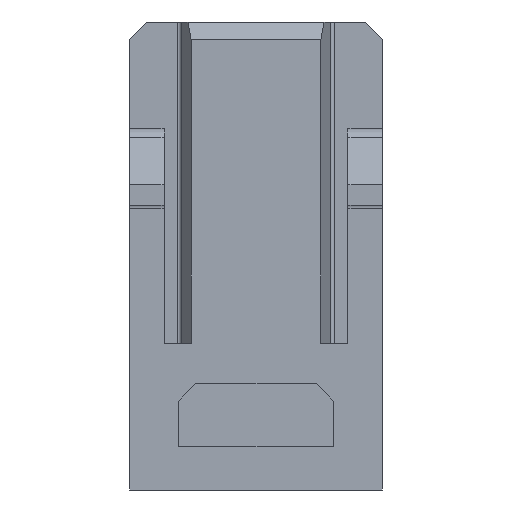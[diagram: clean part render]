
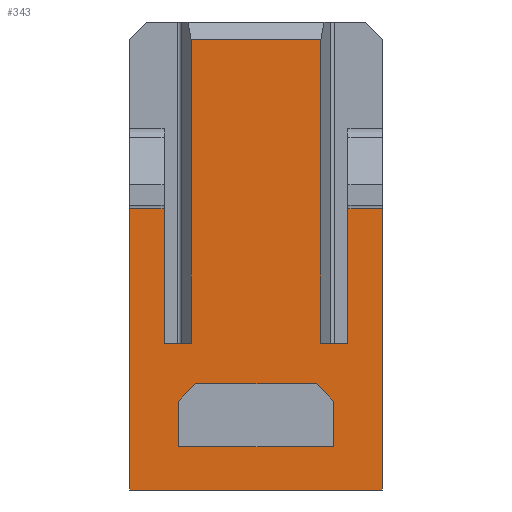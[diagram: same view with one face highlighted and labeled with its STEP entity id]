
A CAD part, front view. The second image highlights one B-rep face of the part: STEP entity #343.
In plain terms, the highlighted planar face has unit normal (0, -1, 0).
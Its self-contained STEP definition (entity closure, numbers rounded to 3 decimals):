
#343=ADVANCED_FACE('',(#610,#611),#498,.F.);
#498=PLANE('',#4370);
#610=FACE_BOUND('',#710,.T.);
#611=FACE_BOUND('',#711,.T.);
#710=EDGE_LOOP('',(#1290,#1291,#1292,#1293,#1294,#1295,#1296,#1297,#1298,
#1299,#1300,#1301));
#711=EDGE_LOOP('',(#1302,#1303,#1304,#1305,#1306,#1307));
#1290=ORIENTED_EDGE('',*,*,#2512,.T.);
#1291=ORIENTED_EDGE('',*,*,#2513,.T.);
#1292=ORIENTED_EDGE('',*,*,#2307,.F.);
#1293=ORIENTED_EDGE('',*,*,#2514,.T.);
#1294=ORIENTED_EDGE('',*,*,#2515,.T.);
#1295=ORIENTED_EDGE('',*,*,#2516,.T.);
#1296=ORIENTED_EDGE('',*,*,#2188,.T.);
#1297=ORIENTED_EDGE('',*,*,#2250,.F.);
#1298=ORIENTED_EDGE('',*,*,#2517,.F.);
#1299=ORIENTED_EDGE('',*,*,#2518,.T.);
#1300=ORIENTED_EDGE('',*,*,#2452,.F.);
#1301=ORIENTED_EDGE('',*,*,#2519,.T.);
#1302=ORIENTED_EDGE('',*,*,#2520,.F.);
#1303=ORIENTED_EDGE('',*,*,#2521,.F.);
#1304=ORIENTED_EDGE('',*,*,#2522,.F.);
#1305=ORIENTED_EDGE('',*,*,#2523,.F.);
#1306=ORIENTED_EDGE('',*,*,#2524,.F.);
#1307=ORIENTED_EDGE('',*,*,#2525,.F.);
#1824=VERTEX_POINT('',#5579);
#1826=VERTEX_POINT('',#5583);
#1888=VERTEX_POINT('',#5834);
#1944=VERTEX_POINT('',#5996);
#1945=VERTEX_POINT('',#5998);
#2068=VERTEX_POINT('',#6358);
#2069=VERTEX_POINT('',#6359);
#2101=VERTEX_POINT('',#6476);
#2102=VERTEX_POINT('',#6477);
#2103=VERTEX_POINT('',#6480);
#2104=VERTEX_POINT('',#6482);
#2105=VERTEX_POINT('',#6485);
#2106=VERTEX_POINT('',#6489);
#2107=VERTEX_POINT('',#6490);
#2108=VERTEX_POINT('',#6492);
#2109=VERTEX_POINT('',#6494);
#2110=VERTEX_POINT('',#6496);
#2111=VERTEX_POINT('',#6498);
#2188=EDGE_CURVE('',#1824,#1826,#3104,.T.);
#2250=EDGE_CURVE('',#1888,#1826,#3155,.T.);
#2307=EDGE_CURVE('',#1944,#1945,#3202,.T.);
#2452=EDGE_CURVE('',#2068,#2069,#3314,.T.);
#2512=EDGE_CURVE('',#2101,#2102,#3369,.T.);
#2513=EDGE_CURVE('',#2102,#1945,#3370,.T.);
#2514=EDGE_CURVE('',#1944,#2103,#3371,.T.);
#2515=EDGE_CURVE('',#2103,#2104,#3372,.T.);
#2516=EDGE_CURVE('',#2104,#1824,#3373,.T.);
#2517=EDGE_CURVE('',#2105,#1888,#3374,.T.);
#2518=EDGE_CURVE('',#2105,#2069,#3375,.T.);
#2519=EDGE_CURVE('',#2068,#2101,#3376,.T.);
#2520=EDGE_CURVE('',#2106,#2107,#3377,.T.);
#2521=EDGE_CURVE('',#2108,#2106,#3378,.T.);
#2522=EDGE_CURVE('',#2109,#2108,#3379,.T.);
#2523=EDGE_CURVE('',#2110,#2109,#3380,.T.);
#2524=EDGE_CURVE('',#2111,#2110,#3381,.T.);
#2525=EDGE_CURVE('',#2107,#2111,#3382,.T.);
#3104=LINE('',#5584,#3607);
#3155=LINE('',#5835,#3658);
#3202=LINE('',#5997,#3705);
#3314=LINE('',#6357,#3817);
#3369=LINE('',#6475,#3872);
#3370=LINE('',#6478,#3873);
#3371=LINE('',#6479,#3874);
#3372=LINE('',#6481,#3875);
#3373=LINE('',#6483,#3876);
#3374=LINE('',#6484,#3877);
#3375=LINE('',#6486,#3878);
#3376=LINE('',#6487,#3879);
#3377=LINE('',#6488,#3880);
#3378=LINE('',#6491,#3881);
#3379=LINE('',#6493,#3882);
#3380=LINE('',#6495,#3883);
#3381=LINE('',#6497,#3884);
#3382=LINE('',#6499,#3885);
#3607=VECTOR('',#4579,1.);
#3658=VECTOR('',#4650,1.);
#3705=VECTOR('',#4741,1.);
#3817=VECTOR('',#4953,1.);
#3872=VECTOR('',#5068,1.);
#3873=VECTOR('',#5069,1.);
#3874=VECTOR('',#5070,1.);
#3875=VECTOR('',#5071,1.);
#3876=VECTOR('',#5072,1.);
#3877=VECTOR('',#5073,1.);
#3878=VECTOR('',#5074,1.);
#3879=VECTOR('',#5075,1.);
#3880=VECTOR('',#5076,1.);
#3881=VECTOR('',#5077,1.);
#3882=VECTOR('',#5078,1.);
#3883=VECTOR('',#5079,1.);
#3884=VECTOR('',#5080,1.);
#3885=VECTOR('',#5081,1.);
#4370=AXIS2_PLACEMENT_3D('',#6500,#5082,#5083);
#4579=DIRECTION('',(1.,0.,0.));
#4650=DIRECTION('',(0.,0.,-1.));
#4741=DIRECTION('',(1.,0.,0.));
#4953=DIRECTION('',(1.,0.,0.));
#5068=DIRECTION('',(-1.,0.,0.));
#5069=DIRECTION('',(0.,0.,-1.));
#5070=DIRECTION('',(0.,0.,1.));
#5071=DIRECTION('',(-1.,0.,0.));
#5072=DIRECTION('',(0.,0.,-1.));
#5073=DIRECTION('',(1.,0.,0.));
#5074=DIRECTION('',(0.,0.,-1.));
#5075=DIRECTION('',(0.,0.,1.));
#5076=DIRECTION('',(0.,0.,-1.));
#5077=DIRECTION('',(-0.707,0.,-0.707));
#5078=DIRECTION('',(-1.,0.,0.));
#5079=DIRECTION('',(-0.707,0.,0.707));
#5080=DIRECTION('',(0.,0.,1.));
#5081=DIRECTION('',(1.,0.,0.));
#5082=DIRECTION('',(0.,1.,0.));
#5083=DIRECTION('',(0.,0.,1.));
#5579=CARTESIAN_POINT('',(-7.325,-15.15,-17.8));
#5583=CARTESIAN_POINT('',(7.325,-15.15,-17.8));
#5584=CARTESIAN_POINT('',(-7.325,-15.15,-17.8));
#5834=CARTESIAN_POINT('',(7.325,-15.15,-1.5));
#5835=CARTESIAN_POINT('',(7.325,-15.15,9.3));
#5996=CARTESIAN_POINT('',(-5.325,-15.15,-9.3));
#5997=CARTESIAN_POINT('',(-7.325,-15.15,-9.3));
#5998=CARTESIAN_POINT('',(-3.759,-15.15,-9.3));
#6357=CARTESIAN_POINT('',(-7.325,-15.15,-9.3));
#6358=CARTESIAN_POINT('',(3.759,-15.15,-9.3));
#6359=CARTESIAN_POINT('',(5.325,-15.15,-9.3));
#6475=CARTESIAN_POINT('',(-7.325,-15.15,8.3));
#6476=CARTESIAN_POINT('',(3.759,-15.15,8.3));
#6477=CARTESIAN_POINT('',(-3.759,-15.15,8.3));
#6478=CARTESIAN_POINT('',(-3.759,-15.15,9.3));
#6479=CARTESIAN_POINT('',(-5.325,-15.15,-9.3));
#6480=CARTESIAN_POINT('',(-5.325,-15.15,-1.5));
#6481=CARTESIAN_POINT('',(-5.325,-15.15,-1.5));
#6482=CARTESIAN_POINT('',(-7.325,-15.15,-1.5));
#6483=CARTESIAN_POINT('',(-7.325,-15.15,9.3));
#6484=CARTESIAN_POINT('',(5.325,-15.15,-1.5));
#6485=CARTESIAN_POINT('',(5.325,-15.15,-1.5));
#6486=CARTESIAN_POINT('',(5.325,-15.15,-1.5));
#6487=CARTESIAN_POINT('',(3.759,-15.15,9.3));
#6488=CARTESIAN_POINT('',(-4.475,-15.15,9.3));
#6489=CARTESIAN_POINT('',(-4.475,-15.15,-12.65));
#6490=CARTESIAN_POINT('',(-4.475,-15.15,-15.3));
#6491=CARTESIAN_POINT('',(5.075,-15.15,-3.1));
#6492=CARTESIAN_POINT('',(-3.475,-15.15,-11.65));
#6493=CARTESIAN_POINT('',(-7.325,-15.15,-11.65));
#6494=CARTESIAN_POINT('',(3.475,-15.15,-11.65));
#6495=CARTESIAN_POINT('',(-12.4,-15.15,4.225));
#6496=CARTESIAN_POINT('',(4.475,-15.15,-12.65));
#6497=CARTESIAN_POINT('',(4.475,-15.15,9.3));
#6498=CARTESIAN_POINT('',(4.475,-15.15,-15.3));
#6499=CARTESIAN_POINT('',(-7.325,-15.15,-15.3));
#6500=CARTESIAN_POINT('',(-7.325,-15.15,9.3));
